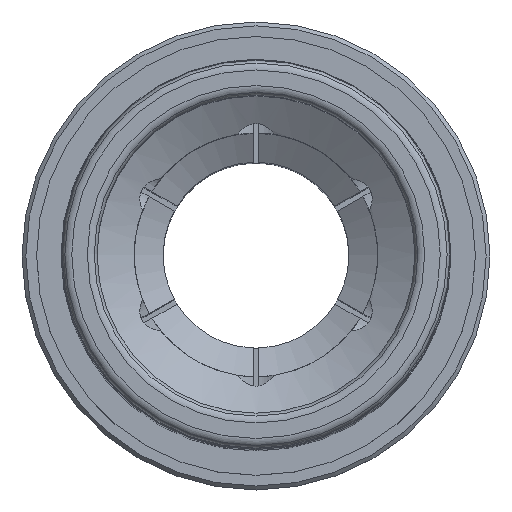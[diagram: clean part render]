
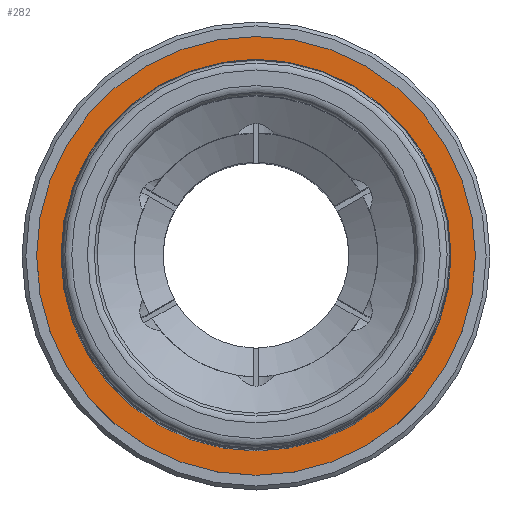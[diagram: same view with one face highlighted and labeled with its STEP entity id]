
A CAD part, top view. The second image highlights one B-rep face of the part: STEP entity #282.
In plain terms, the highlighted planar face has unit normal (0, 0, 1).
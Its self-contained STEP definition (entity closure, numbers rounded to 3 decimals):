
#282=ADVANCED_FACE('',(#369,#370),#344,.F.);
#344=PLANE('',#1201);
#369=FACE_BOUND('',#427,.T.);
#370=FACE_BOUND('',#428,.T.);
#427=EDGE_LOOP('',(#521));
#428=EDGE_LOOP('',(#522));
#521=ORIENTED_EDGE('',*,*,#953,.T.);
#522=ORIENTED_EDGE('',*,*,#954,.T.);
#837=VERTEX_POINT('',#1628);
#838=VERTEX_POINT('',#1630);
#953=EDGE_CURVE('',#837,#837,#1111,.T.);
#954=EDGE_CURVE('',#838,#838,#1112,.T.);
#1111=CIRCLE('',#1199,11.25);
#1112=CIRCLE('',#1200,10.);
#1199=AXIS2_PLACEMENT_3D('',#1627,#1327,#1328);
#1200=AXIS2_PLACEMENT_3D('',#1629,#1329,#1330);
#1201=AXIS2_PLACEMENT_3D('',#1631,#1331,#1332);
#1327=DIRECTION('',(0.,0.,1.));
#1328=DIRECTION('',(-1.,0.,0.));
#1329=DIRECTION('',(0.,0.,-1.));
#1330=DIRECTION('',(-1.,0.,0.));
#1331=DIRECTION('',(0.,0.,-1.));
#1332=DIRECTION('',(1.,0.,0.));
#1627=CARTESIAN_POINT('',(0.,0.,0.));
#1628=CARTESIAN_POINT('',(-11.25,0.,0.));
#1629=CARTESIAN_POINT('',(0.,0.,0.));
#1630=CARTESIAN_POINT('',(-10.,0.,0.));
#1631=CARTESIAN_POINT('',(0.,9.65,0.));
